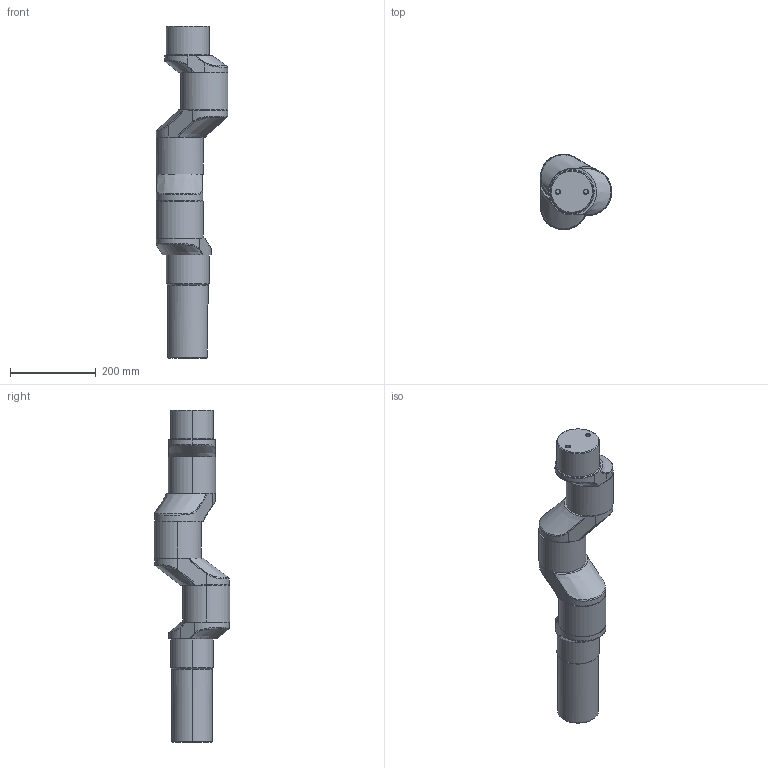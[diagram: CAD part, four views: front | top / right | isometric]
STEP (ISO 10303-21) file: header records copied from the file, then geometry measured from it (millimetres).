
FILE_DESCRIPTION (( 'STEP AP214' ), '1' );
FILE_NAME ('扻錼罿鳪 1.STEP', '2025-08-05T19:13:42', ( '' ), ( '' ), 'SwSTEP 2.0', 'SolidWorks 2024', '' );
FILE_SCHEMA (( 'AUTOMOTIVE_DESIGN' ));
Length unit declared in the file: millimetre
Products named in the file (1): Коленвал 1
Bounding box: 167.75 x 176.68 x 774 mm (x, y, z)
Volume: 7073450.7 mm3; surface area: 306156.4 mm2
Topology: 1 solids, 1 shells, 133 faces, 353 edges, 228 vertices
Faces by surface type: cylinder 46, bspline 36, plane 28, cone 15, torus 8
Entity records: 14982 total; most frequent: CARTESIAN_POINT 11948, ORIENTED_EDGE 706, DIRECTION 531, EDGE_CURVE 353, VERTEX_POINT 228, AXIS2_PLACEMENT_3D 211, EDGE_LOOP 139, ADVANCED_FACE 133
